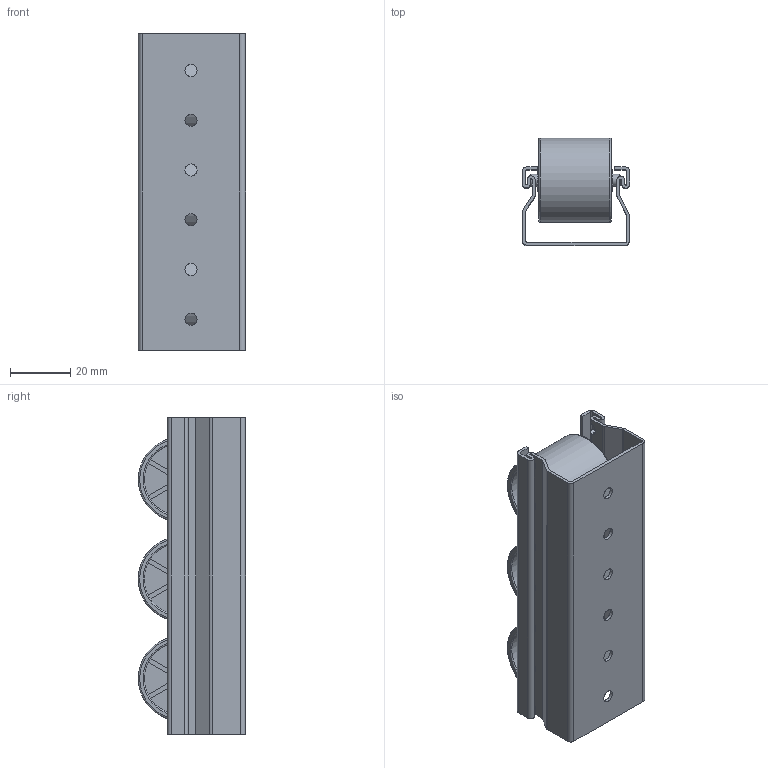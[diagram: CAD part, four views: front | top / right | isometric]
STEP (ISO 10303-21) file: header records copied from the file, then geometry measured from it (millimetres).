
FILE_DESCRIPTION(/* description */ ('KriTec Rollenbahn St D30 ESD, schwarz ähnlich RAL 9005'),/* implementation_level */ '2;1');
FILE_NAME(/* name */ '22141_KriTec_Rollenbahn_St_D30_ESD_schwarz_aehnlich_RAL_9005.stp',/* time_stamp */ '2020-12-07T15:27:08+01:00',/* author */ ('jendrek'),/* organization */ (''),/* preprocessor_version */ 'ST-DEVELOPER v17',/* originating_system */ 'Autodesk Inventor 2018',/* authorisation */ '');
FILE_SCHEMA (('AUTOMOTIVE_DESIGN { 1 0 10303 214 3 1 1 }'));
Length unit declared in the file: millimetre
Products named in the file (4): 22141; 22141_1; 22141_0; 22141_2
Assembly tree (7 placements, depth 2):
  22141
    22141_1
    22141_0  x3
    22141_2  x3
Bounding box: 35.65 x 35.69 x 105 mm (x, y, z)
Volume: 31027 mm3; surface area: 46844.7 mm2
Topology: 7 solids, 7 shells, 421 faces, 1254 edges, 841 vertices
Faces by surface type: plane 233, cylinder 128, torus 54, cone 6
Full cylindrical faces by diameter (mm): 4 x9, 4.2 x3, 7 x6, 24 x6, 28 x3
Entity records: 9755 total; most frequent: CARTESIAN_POINT 3088, ORIENTED_EDGE 1452, DIRECTION 1322, EDGE_CURVE 726, AXIS2_PLACEMENT_3D 492, VERTEX_POINT 487, LINE 338, VECTOR 338
